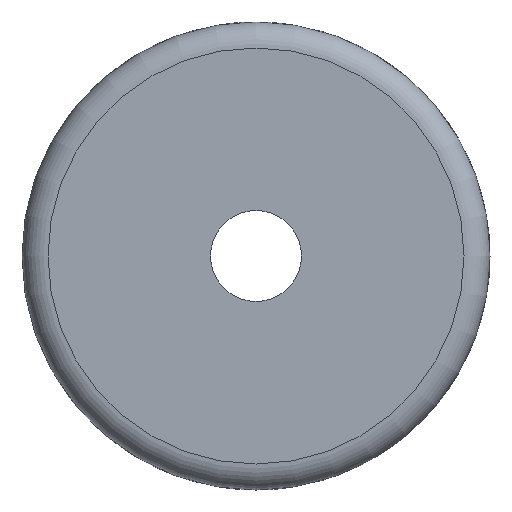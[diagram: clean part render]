
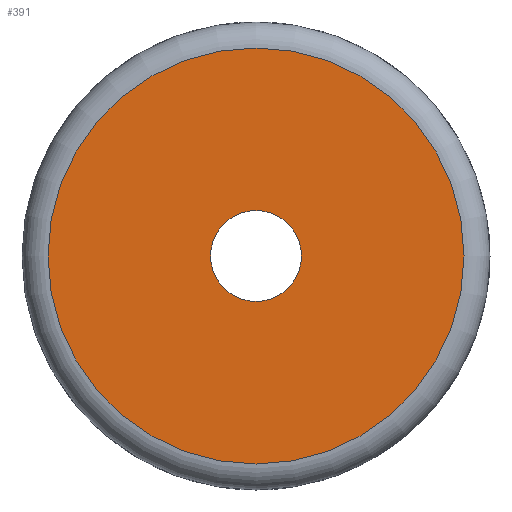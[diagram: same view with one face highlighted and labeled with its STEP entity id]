
A CAD part, front view. The second image highlights one B-rep face of the part: STEP entity #391.
In plain terms, the highlighted planar face has unit normal (0, -1, 0).
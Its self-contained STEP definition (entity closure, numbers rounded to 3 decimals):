
#15=FACE_BOUND('',#116,.T.);
#17=PLANE('',#440);
#94=FACE_OUTER_BOUND('',#115,.T.);
#115=EDGE_LOOP('',(#281,#282));
#116=EDGE_LOOP('',(#283));
#136=CIRCLE('',#431,8.);
#140=CIRCLE('',#435,8.);
#144=CIRCLE('',#441,1.75);
#157=VERTEX_POINT('',#580);
#158=VERTEX_POINT('',#581);
#172=VERTEX_POINT('',#650);
#199=EDGE_CURVE('',#157,#158,#136,.T.);
#203=EDGE_CURVE('',#158,#157,#140,.T.);
#216=EDGE_CURVE('',#172,#172,#144,.T.);
#281=ORIENTED_EDGE('',*,*,#199,.F.);
#282=ORIENTED_EDGE('',*,*,#203,.F.);
#283=ORIENTED_EDGE('',*,*,#216,.T.);
#391=ADVANCED_FACE('',(#94,#15),#17,.F.);
#431=AXIS2_PLACEMENT_3D('',#582,#476,#477);
#435=AXIS2_PLACEMENT_3D('',#588,#484,#485);
#440=AXIS2_PLACEMENT_3D('',#649,#499,#500);
#441=AXIS2_PLACEMENT_3D('',#651,#501,#502);
#476=DIRECTION('center_axis',(0.,1.,0.));
#477=DIRECTION('ref_axis',(1.,0.,0.));
#484=DIRECTION('center_axis',(0.,1.,0.));
#485=DIRECTION('ref_axis',(1.,0.,0.));
#499=DIRECTION('center_axis',(0.,1.,0.));
#500=DIRECTION('ref_axis',(0.,0.,1.));
#501=DIRECTION('center_axis',(0.,1.,0.));
#502=DIRECTION('ref_axis',(-1.,0.,0.));
#580=CARTESIAN_POINT('',(-8.,0.,0.));
#581=CARTESIAN_POINT('',(0.,0.,8.));
#582=CARTESIAN_POINT('Origin',(0.,0.,0.));
#588=CARTESIAN_POINT('Origin',(0.,0.,0.));
#649=CARTESIAN_POINT('Origin',(0.,0.,0.));
#650=CARTESIAN_POINT('',(1.75,0.,0.));
#651=CARTESIAN_POINT('Origin',(0.,0.,0.));
